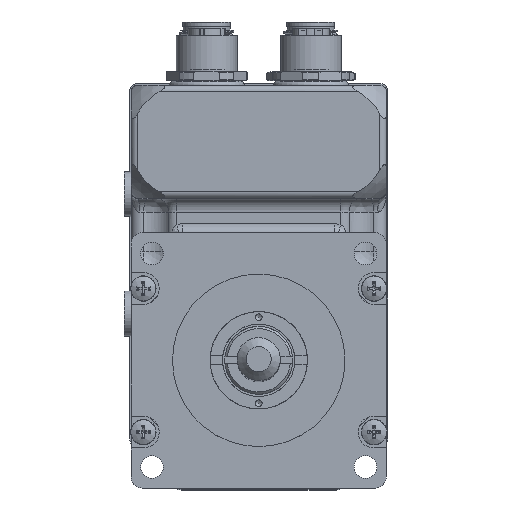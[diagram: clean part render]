
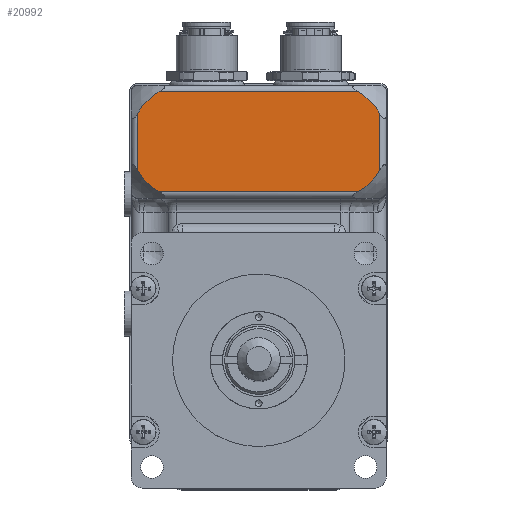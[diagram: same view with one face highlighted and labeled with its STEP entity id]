
A CAD part, top view. The second image highlights one B-rep face of the part: STEP entity #20992.
In plain terms, the highlighted planar face has unit normal (0, 0, 1).
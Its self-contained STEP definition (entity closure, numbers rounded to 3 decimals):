
#441=PLANE('',#22603);
#1886=FACE_OUTER_BOUND('',#3103,.T.);
#3103=EDGE_LOOP('',(#15600,#15601,#15602,#15603,#15604,#15605,#15606,#15607));
#4493=CIRCLE('',#22598,12.);
#4496=CIRCLE('',#22604,12.);
#4497=CIRCLE('',#22605,12.);
#4498=CIRCLE('',#22606,12.);
#6168=LINE('',#34622,#7541);
#6169=LINE('',#34627,#7542);
#6170=LINE('',#34631,#7543);
#6171=LINE('',#34634,#7544);
#7541=VECTOR('',#26117,44.019);
#7542=VECTOR('',#26122,12.619);
#7543=VECTOR('',#26125,44.019);
#7544=VECTOR('',#26128,12.619);
#9162=VERTEX_POINT('',#34554);
#9163=VERTEX_POINT('',#34574);
#9166=VERTEX_POINT('',#34602);
#9167=VERTEX_POINT('',#34624);
#9168=VERTEX_POINT('',#34626);
#9169=VERTEX_POINT('',#34628);
#9170=VERTEX_POINT('',#34630);
#9171=VERTEX_POINT('',#34632);
#11622=EDGE_CURVE('',#9162,#9163,#4493,.T.);
#11628=EDGE_CURVE('',#9166,#9162,#6168,.T.);
#11629=EDGE_CURVE('',#9167,#9166,#4496,.T.);
#11630=EDGE_CURVE('',#9168,#9167,#6169,.T.);
#11631=EDGE_CURVE('',#9169,#9168,#4497,.T.);
#11632=EDGE_CURVE('',#9170,#9169,#6170,.T.);
#11633=EDGE_CURVE('',#9171,#9170,#4498,.T.);
#11634=EDGE_CURVE('',#9163,#9171,#6171,.T.);
#15600=ORIENTED_EDGE('',*,*,#11628,.F.);
#15601=ORIENTED_EDGE('',*,*,#11629,.F.);
#15602=ORIENTED_EDGE('',*,*,#11630,.F.);
#15603=ORIENTED_EDGE('',*,*,#11631,.F.);
#15604=ORIENTED_EDGE('',*,*,#11632,.F.);
#15605=ORIENTED_EDGE('',*,*,#11633,.F.);
#15606=ORIENTED_EDGE('',*,*,#11634,.F.);
#15607=ORIENTED_EDGE('',*,*,#11622,.F.);
#20992=ADVANCED_FACE('',(#1886),#441,.T.);
#22598=AXIS2_PLACEMENT_3D('',#34575,#26106,#26107);
#22603=AXIS2_PLACEMENT_3D('',#34623,#26118,#26119);
#22604=AXIS2_PLACEMENT_3D('',#34625,#26120,#26121);
#22605=AXIS2_PLACEMENT_3D('',#34629,#26123,#26124);
#22606=AXIS2_PLACEMENT_3D('',#34633,#26126,#26127);
#26106=DIRECTION('center_axis',(0.,0.,
-1.));
#26107=DIRECTION('ref_axis',(0.,-1.,0.));
#26117=DIRECTION('',(-1.,0.,0.));
#26118=DIRECTION('center_axis',(0.,0.,
1.));
#26119=DIRECTION('ref_axis',(1.,0.,0.));
#26120=DIRECTION('center_axis',(0.,0.,
-1.));
#26121=DIRECTION('ref_axis',(0.,-1.,0.));
#26122=DIRECTION('',(0.,-1.,0.));
#26123=DIRECTION('center_axis',(0.,0.,
-1.));
#26124=DIRECTION('ref_axis',(0.,-1.,0.));
#26125=DIRECTION('',(1.,0.,0.));
#26126=DIRECTION('center_axis',(0.,0.,
-1.));
#26127=DIRECTION('ref_axis',(0.,-1.,0.));
#26128=DIRECTION('',(0.,1.,0.));
#34554=CARTESIAN_POINT('',(-32.71,17.061,7.851));
#34574=CARTESIAN_POINT('',(-37.4,21.752,7.851));
#34575=CARTESIAN_POINT('Origin',(-26.9,27.561,7.851));
#34602=CARTESIAN_POINT('',(11.309,17.061,7.851));
#34622=CARTESIAN_POINT('',(11.309,17.061,7.851));
#34623=CARTESIAN_POINT('Origin',(-38.9,15.561,7.851));
#34624=CARTESIAN_POINT('',(16.,21.752,7.851));
#34625=CARTESIAN_POINT('Origin',(5.5,27.561,7.851));
#34626=CARTESIAN_POINT('',(16.,34.371,7.851));
#34627=CARTESIAN_POINT('',(16.,34.371,7.851));
#34628=CARTESIAN_POINT('',(11.309,39.061,7.851));
#34629=CARTESIAN_POINT('Origin',(5.5,28.561,7.851));
#34630=CARTESIAN_POINT('',(-32.71,39.061,7.851));
#34631=CARTESIAN_POINT('',(-32.71,39.061,7.851));
#34632=CARTESIAN_POINT('',(-37.4,34.371,7.851));
#34633=CARTESIAN_POINT('Origin',(-26.9,28.561,7.851));
#34634=CARTESIAN_POINT('',(-37.4,21.752,7.851));
